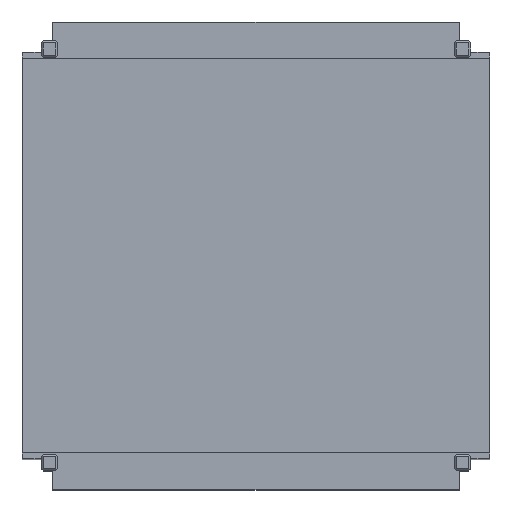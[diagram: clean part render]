
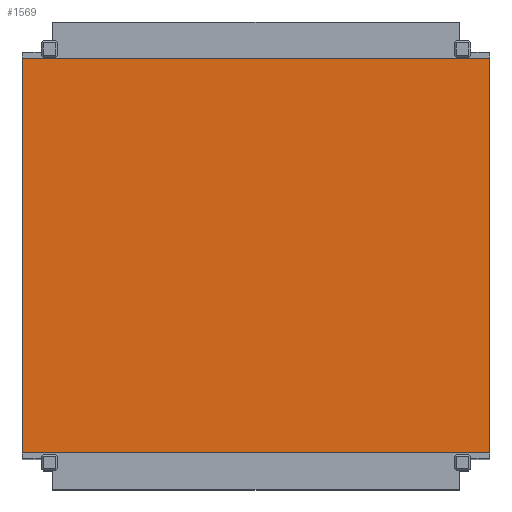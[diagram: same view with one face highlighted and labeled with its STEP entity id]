
A CAD part, top view. The second image highlights one B-rep face of the part: STEP entity #1569.
In plain terms, the highlighted planar face has unit normal (0, 0, 1).
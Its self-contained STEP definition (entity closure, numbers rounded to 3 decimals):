
#264=DIRECTION('',(0.,1.,0.));
#265=VECTOR('',#264,208.);
#266=CARTESIAN_POINT('',(236.3,9.15,227.));
#267=LINE('',#266,#265);
#268=DIRECTION('',(1.,0.,0.));
#269=VECTOR('',#268,246.3);
#270=CARTESIAN_POINT('',(-10.,9.15,227.));
#271=LINE('',#270,#269);
#272=DIRECTION('',(0.,-1.,0.));
#273=VECTOR('',#272,208.);
#274=CARTESIAN_POINT('',(-10.,217.15,227.));
#275=LINE('',#274,#273);
#276=DIRECTION('',(-1.,0.,0.));
#277=VECTOR('',#276,246.3);
#278=CARTESIAN_POINT('',(236.3,217.15,227.));
#279=LINE('',#278,#277);
#1198=CARTESIAN_POINT('',(236.3,217.15,227.));
#1199=CARTESIAN_POINT('',(-10.,217.15,227.));
#1200=VERTEX_POINT('',#1198);
#1201=VERTEX_POINT('',#1199);
#1202=CARTESIAN_POINT('',(-10.,9.15,227.));
#1203=VERTEX_POINT('',#1202);
#1204=CARTESIAN_POINT('',(236.3,9.15,227.));
#1205=VERTEX_POINT('',#1204);
#1558=CARTESIAN_POINT('',(113.15,113.15,227.));
#1559=DIRECTION('',(0.,0.,1.));
#1560=DIRECTION('',(1.,0.,0.));
#1561=AXIS2_PLACEMENT_3D('',#1558,#1559,#1560);
#1562=PLANE('',#1561);
#1563=ORIENTED_EDGE('',*,*,#1463,.F.);
#1564=ORIENTED_EDGE('',*,*,#1534,.F.);
#1565=ORIENTED_EDGE('',*,*,#1547,.F.);
#1566=ORIENTED_EDGE('',*,*,#1447,.F.);
#1567=EDGE_LOOP('',(#1563,#1564,#1565,#1566));
#1568=FACE_OUTER_BOUND('',#1567,.F.);
#1569=ADVANCED_FACE('',(#1568),#1562,.T.);
#1447=EDGE_CURVE('',#1200,#1201,#279,.T.);
#1463=EDGE_CURVE('',#1205,#1200,#267,.T.);
#1534=EDGE_CURVE('',#1203,#1205,#271,.T.);
#1547=EDGE_CURVE('',#1201,#1203,#275,.T.);
